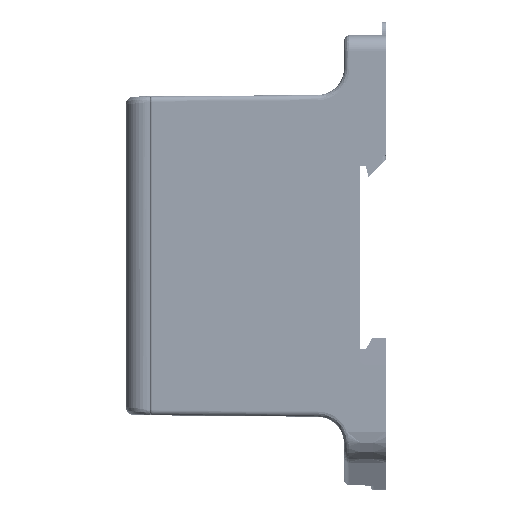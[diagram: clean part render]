
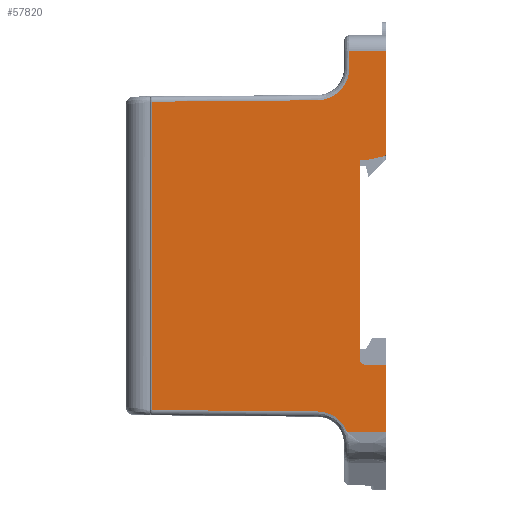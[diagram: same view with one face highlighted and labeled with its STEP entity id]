
A CAD part, left-side view. The second image highlights one B-rep face of the part: STEP entity #57820.
In plain terms, the highlighted planar face has unit normal (-1, 0.009, 0).
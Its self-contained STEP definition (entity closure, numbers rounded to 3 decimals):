
#4115=DIRECTION('',(0.,0.,1.));
#4116=VECTOR('',#4115,19.277);
#4117=CARTESIAN_POINT('',(-34.42,-9.,19.223));
#4118=LINE('',#4117,#4116);
#4128=CARTESIAN_POINT('',(-34.42,-9.,38.5));
#7800=DIRECTION('',(-0.009,-1.,0.));
#7801=VECTOR('',#7800,7.386);
#7802=CARTESIAN_POINT('',(-34.355,-1.614,
-33.063));
#7803=LINE('',#7802,#7801);
#8534=CARTESIAN_POINT('',(-34.036,35.004,
-29.004));
#8563=DIRECTION('',(-0.009,-0.978,0.208));
#8564=VECTOR('',#8563,3.48);
#8565=CARTESIAN_POINT('',(-34.387,-5.2,18.01));
#8566=LINE('',#8565,#8564);
#8570=DIRECTION('',(-0.009,-1.,0.009));
#8571=VECTOR('',#8570,1.2);
#8572=CARTESIAN_POINT('',(-34.376,-4.,18.));
#8573=LINE('',#8572,#8571);
#8577=DIRECTION('',(0.009,1.,0.009));
#8578=VECTOR('',#8577,4.009);
#8579=CARTESIAN_POINT('',(-34.42,-9.,-20.5));
#8580=LINE('',#8579,#8578);
#8584=DIRECTION('',(0.,0.,-1.));
#8585=VECTOR('',#8584,12.563);
#8586=CARTESIAN_POINT('',(-34.42,-9.,-20.5));
#8587=LINE('',#8586,#8585);
#8591=CARTESIAN_POINT('',(-34.355,-1.614,
-33.063));
#8592=CARTESIAN_POINT('',(-34.354,-1.466,
-32.689));
#8593=CARTESIAN_POINT('',(-34.351,-1.104,
-31.993));
#8594=CARTESIAN_POINT('',(-34.345,-0.387,
-31.09));
#8595=CARTESIAN_POINT('',(-34.337,0.481,
-30.343));
#8596=CARTESIAN_POINT('',(-34.328,1.524,
-29.748));
#8597=CARTESIAN_POINT('',(-34.318,2.699,
-29.368));
#8598=CARTESIAN_POINT('',(-34.311,3.5,
-29.279));
#8599=CARTESIAN_POINT('',(-34.307,3.911,
-29.276));
#8604=DIRECTION('',(0.009,1.,0.009));
#8605=VECTOR('',#8604,31.096);
#8606=CARTESIAN_POINT('',(-34.307,3.911,
-29.276));
#8607=LINE('',#8606,#8605);
#8611=DIRECTION('',(0.,0.,1.));
#8612=VECTOR('',#8611,58.009);
#8613=CARTESIAN_POINT('',(-34.036,35.004,
-29.004));
#8614=LINE('',#8613,#8612);
#8618=DIRECTION('',(0.009,1.,-0.009));
#8619=VECTOR('',#8618,31.096);
#8620=CARTESIAN_POINT('',(-34.307,3.911,29.276));
#8621=LINE('',#8620,#8619);
#8625=CARTESIAN_POINT('',(-34.359,-2.037,
35.223));
#8626=CARTESIAN_POINT('',(-34.359,-2.033,
34.822));
#8627=CARTESIAN_POINT('',(-34.358,-1.947,
34.047));
#8628=CARTESIAN_POINT('',(-34.355,-1.614,
32.967));
#8629=CARTESIAN_POINT('',(-34.351,-1.081,
31.959));
#8630=CARTESIAN_POINT('',(-34.344,-0.363,
31.068));
#8631=CARTESIAN_POINT('',(-34.337,0.49,
30.339));
#8632=CARTESIAN_POINT('',(-34.328,1.515,29.752));
#8633=CARTESIAN_POINT('',(-34.318,2.691,29.369));
#8634=CARTESIAN_POINT('',(-34.311,3.496,29.279));
#8635=CARTESIAN_POINT('',(-34.307,3.911,29.276));
#8640=DIRECTION('',(0.,0.009,-1.));
#8641=VECTOR('',#8640,3.277);
#8642=CARTESIAN_POINT('',(-34.359,-2.065,
38.5));
#8643=LINE('',#8642,#8641);
#8647=DIRECTION('',(-0.009,-1.,0.));
#8648=VECTOR('',#8647,6.935);
#8649=CARTESIAN_POINT('',(-34.359,-2.065,
38.5));
#8650=LINE('',#8649,#8648);
#8654=CARTESIAN_POINT('',(-34.416,-8.604,
18.734));
#8655=CARTESIAN_POINT('',(-34.418,-8.736,
18.762));
#8656=CARTESIAN_POINT('',(-34.419,-8.909,
18.892));
#8657=CARTESIAN_POINT('',(-34.42,-9.,19.088));
#8658=CARTESIAN_POINT('',(-34.42,-9.,19.223));
#14024=CARTESIAN_POINT('',(-34.036,35.004,
29.004));
#38726=DIRECTION('',(0.,0.,1.));
#38727=VECTOR('',#38726,37.465);
#38728=CARTESIAN_POINT('',(-34.376,-4.,-19.465));
#38729=LINE('',#38728,#38727);
#44193=CARTESIAN_POINT('',(-34.385,-4.991,
-20.465));
#44194=CARTESIAN_POINT('',(-34.383,-4.826,
-20.464));
#44195=CARTESIAN_POINT('',(-34.381,-4.567,
-20.39));
#44196=CARTESIAN_POINT('',(-34.379,-4.275,
-20.184));
#44197=CARTESIAN_POINT('',(-34.377,-4.071,
-19.89));
#44198=CARTESIAN_POINT('',(-34.376,-4.,-19.63));
#44199=CARTESIAN_POINT('',(-34.376,-4.,-19.465));
#45517=CARTESIAN_POINT('',(-34.42,-9.,-33.063));
#45518=VERTEX_POINT('',#45517);
#45695=CARTESIAN_POINT('',(-34.376,-4.,18.));
#45696=CARTESIAN_POINT('',(-34.387,-5.2,18.01));
#45697=VERTEX_POINT('',#45695);
#45698=VERTEX_POINT('',#45696);
#45756=VERTEX_POINT('',#4128);
#46183=VERTEX_POINT('',#8591);
#46184=VERTEX_POINT('',#8599);
#46315=VERTEX_POINT('',#8625);
#46316=VERTEX_POINT('',#8635);
#46319=CARTESIAN_POINT('',(-34.359,-2.065,
38.5));
#46320=VERTEX_POINT('',#46319);
#47267=VERTEX_POINT('',#14024);
#47622=VERTEX_POINT('',#8534);
#47999=CARTESIAN_POINT('',(-34.416,-8.604,
18.734));
#48001=VERTEX_POINT('',#47999);
#48003=CARTESIAN_POINT('',(-34.42,-9.,19.223));
#48005=VERTEX_POINT('',#48003);
#50693=CARTESIAN_POINT('',(-34.42,-9.,-20.5));
#50694=VERTEX_POINT('',#50693);
#50696=CARTESIAN_POINT('',(-34.376,-4.,-19.465));
#50698=VERTEX_POINT('',#50696);
#50700=CARTESIAN_POINT('',(-34.385,-4.991,
-20.465));
#50701=VERTEX_POINT('',#50700);
#57788=CARTESIAN_POINT('',(-34.35,-1.,-34.483));
#57789=DIRECTION('',(-1.,0.009,0.));
#57790=DIRECTION('',(0.,0.,1.));
#57791=AXIS2_PLACEMENT_3D('',#57788,#57789,#57790);
#57792=PLANE('',#57791);
#57794=ORIENTED_EDGE('',*,*,#57793,.F.);
#57796=ORIENTED_EDGE('',*,*,#57795,.F.);
#57798=ORIENTED_EDGE('',*,*,#57797,.F.);
#57800=ORIENTED_EDGE('',*,*,#57799,.F.);
#57802=ORIENTED_EDGE('',*,*,#57801,.F.);
#57803=ORIENTED_EDGE('',*,*,#52853,.T.);
#57804=ORIENTED_EDGE('',*,*,#56160,.F.);
#57805=ORIENTED_EDGE('',*,*,#57677,.T.);
#57806=ORIENTED_EDGE('',*,*,#57690,.T.);
#57807=ORIENTED_EDGE('',*,*,#57782,.T.);
#57809=ORIENTED_EDGE('',*,*,#57808,.F.);
#57811=ORIENTED_EDGE('',*,*,#57810,.F.);
#57813=ORIENTED_EDGE('',*,*,#57812,.F.);
#57814=ORIENTED_EDGE('',*,*,#52823,.T.);
#57815=ORIENTED_EDGE('',*,*,#52915,.F.);
#57817=ORIENTED_EDGE('',*,*,#57816,.F.);
#57818=EDGE_LOOP('',(#57794,#57796,#57798,#57800,#57802,#57803,#57804,#57805,
#57806,#57807,#57809,#57811,#57813,#57814,#57815,#57817));
#57819=FACE_OUTER_BOUND('',#57818,.F.);
#8600=B_SPLINE_CURVE_WITH_KNOTS('',3,(#8591,#8592,#8593,#8594,#8595,#8596,#8597,
#8598,#8599),.UNSPECIFIED.,.F.,.F.,(4,1,1,1,1,1,4),(0.,0.167,
0.333,0.5,0.667,0.833,1.),
.UNSPECIFIED.);
#8636=B_SPLINE_CURVE_WITH_KNOTS('',3,(#8625,#8626,#8627,#8628,#8629,#8630,#8631,
#8632,#8633,#8634,#8635),.UNSPECIFIED.,.F.,.F.,(4,1,1,1,1,1,1,1,4),(0.,
0.125,0.25,0.375,0.5,0.625,0.75,0.875,1.),.UNSPECIFIED.);
#8659=B_SPLINE_CURVE_WITH_KNOTS('',3,(#8654,#8655,#8656,#8657,#8658),
.UNSPECIFIED.,.F.,.F.,(4,1,4),(0.,0.5,1.),.UNSPECIFIED.);
#44200=B_SPLINE_CURVE_WITH_KNOTS('',3,(#44193,#44194,#44195,#44196,#44197,
#44198,#44199),.UNSPECIFIED.,.F.,.F.,(4,1,1,1,4),(0.,0.25,0.5,0.75,
1.),.UNSPECIFIED.);
#52823=EDGE_CURVE('',#46320,#45756,#8650,.T.);
#52853=EDGE_CURVE('',#50694,#45518,#8587,.T.);
#52915=EDGE_CURVE('',#48005,#45756,#4118,.T.);
#56160=EDGE_CURVE('',#46183,#45518,#7803,.T.);
#57677=EDGE_CURVE('',#46183,#46184,#8600,.T.);
#57690=EDGE_CURVE('',#46184,#47622,#8607,.T.);
#57782=EDGE_CURVE('',#47622,#47267,#8614,.T.);
#57793=EDGE_CURVE('',#45698,#48001,#8566,.T.);
#57795=EDGE_CURVE('',#45697,#45698,#8573,.T.);
#57797=EDGE_CURVE('',#50698,#45697,#38729,.T.);
#57799=EDGE_CURVE('',#50701,#50698,#44200,.T.);
#57801=EDGE_CURVE('',#50694,#50701,#8580,.T.);
#57808=EDGE_CURVE('',#46316,#47267,#8621,.T.);
#57810=EDGE_CURVE('',#46315,#46316,#8636,.T.);
#57812=EDGE_CURVE('',#46320,#46315,#8643,.T.);
#57816=EDGE_CURVE('',#48001,#48005,#8659,.T.);
#57820=ADVANCED_FACE('',(#57819),#57792,.T.);
